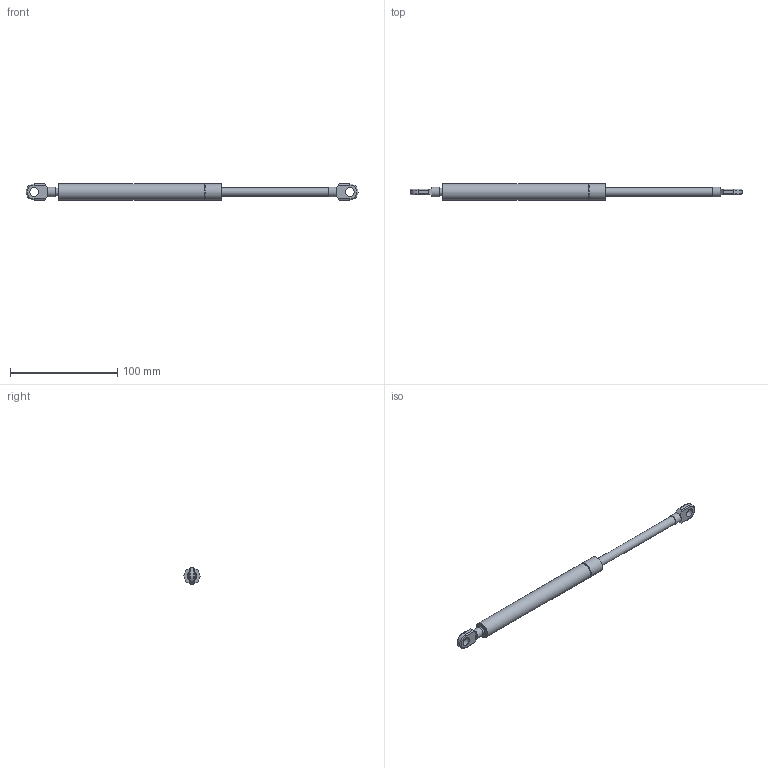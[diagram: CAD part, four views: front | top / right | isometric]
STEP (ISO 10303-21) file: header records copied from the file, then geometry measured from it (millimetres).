
FILE_DESCRIPTION(/* description */ (''),/* implementation_level */ '2;1');
FILE_NAME(/* name */ 'hydralic rod v1.step',/* time_stamp */ '2022-06-19T19:57:52+08:00',/* author */ (''),/* organization */ (''),/* preprocessor_version */ 'ST-DEVELOPER v19',/* originating_system */ 'Autodesk Translation Framework v11.7.0.108',/* authorisation */ '');
FILE_SCHEMA (('AUTOMOTIVE_DESIGN { 1 0 10303 214 3 1 1 }'));
Length unit declared in the file: millimetre
Products named in the file (3): hydralic rod; CT-GSS18-Y1-Y1-N_CT-GSS18100-Y1-Y1-N; CT-GSS18-Y1-Y1-M_CT-GSS18100-Y1-Y1-M
Assembly tree (2 placements, depth 2):
  hydralic rod
    CT-GSS18-Y1-Y1-N_CT-GSS18100-Y1-Y1-N
    CT-GSS18-Y1-Y1-M_CT-GSS18100-Y1-Y1-M
Bounding box: 310 x 15 x 15 mm (x, y, z)
Volume: 29812 mm3; surface area: 15010.3 mm2
Topology: 2 solids, 4 shells, 66 faces, 146 edges, 92 vertices
Faces by surface type: plane 34, cylinder 26, torus 4, cone 2
Full cylindrical faces by diameter (mm): 5 x2, 7 x1, 8 x4, 9 x2, 13 x1, 15 x2
Entity records: 1979 total; most frequent: CARTESIAN_POINT 379, DIRECTION 336, ORIENTED_EDGE 288, EDGE_CURVE 144, AXIS2_PLACEMENT_3D 129, VERTEX_POINT 92, LINE 78, VECTOR 78
